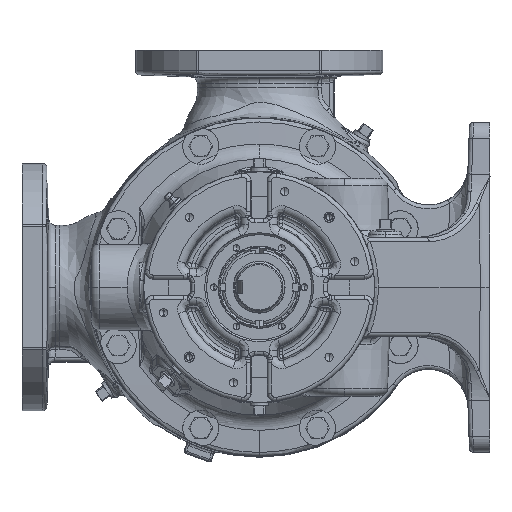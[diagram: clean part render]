
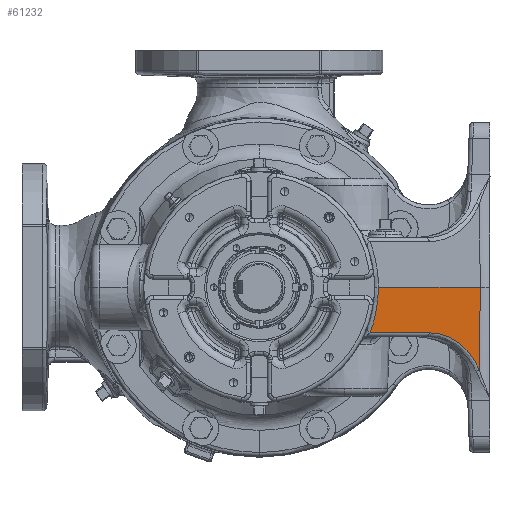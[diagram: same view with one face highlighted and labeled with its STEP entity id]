
A CAD part, left-side view. The second image highlights one B-rep face of the part: STEP entity #61232.
In plain terms, the highlighted planar face has unit normal (-0.642, -0.766, -0.035).
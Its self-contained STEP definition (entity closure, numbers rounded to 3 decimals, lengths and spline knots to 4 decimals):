
#1784 = CARTESIAN_POINT ( 'NONE',  ( -6.2759, -6.3809, -1.7931 ) ) ;
#2232 = CARTESIAN_POINT ( 'NONE',  ( -7.7607, -5.1537, -1.3842 ) ) ;
#4508 = ORIENTED_EDGE ( 'NONE', *, *, #26948, .T. ) ;
#5263 = ORIENTED_EDGE ( 'NONE', *, *, #138618, .F. ) ;
#8273 = CARTESIAN_POINT ( 'NONE',  ( -9.6437, -3.6151, -0.474 ) ) ;
#11155 = CARTESIAN_POINT ( 'NONE',  ( -5.3907, -7.2054, 0. ) ) ;
#12190 = CARTESIAN_POINT ( 'NONE',  ( -9.7202, -3.5297, -0.9402 ) ) ;
#17688 = LINE ( 'NONE', #33618, #86745 ) ;
#21601 = DIRECTION ( 'NONE',  ( 0.766, -0.643, 0. ) ) ;
#21627 = EDGE_CURVE ( 'NONE', #108743, #158899, #174995, .T. ) ;
#26948 = EDGE_CURVE ( 'NONE', #174487, #64320, #45213, .T. ) ;
#32264 = CARTESIAN_POINT ( 'NONE',  ( -9.894, -3.3636, -1.3842 ) ) ;
#33618 = CARTESIAN_POINT ( 'NONE',  ( -5.3596, -7.1684, -1.3842 ) ) ;
#39015 = EDGE_CURVE ( 'NONE', #64320, #108743, #17688, .T. ) ;
#39161 = LINE ( 'NONE', #71996, #155053 ) ;
#39513 = CARTESIAN_POINT ( 'NONE',  ( -5.896, -6.6677, -2.4956 ) ) ;
#40598 = AXIS2_PLACEMENT_3D ( 'NONE', #145506, #189403, #147475 ) ;
#42101 = CARTESIAN_POINT ( 'NONE',  ( -9.894, -3.3636, -1.3842 ) ) ;
#45213 =( BOUNDED_CURVE ( )  B_SPLINE_CURVE ( 3, ( #162728, #8273, #12190, #42101 ),
 .UNSPECIFIED., .F., .T. ) 
 B_SPLINE_CURVE_WITH_KNOTS ( ( 4, 4 ),
 ( 3.1004, 3.454 ),
 .UNSPECIFIED. ) 
 CURVE ( )  GEOMETRIC_REPRESENTATION_ITEM ( )  RATIONAL_B_SPLINE_CURVE ( ( 1., 0.99, 0.99, 1. ) ) 
 REPRESENTATION_ITEM ( '' )  );
#57013 = DIRECTION ( 'NONE',  ( 0.766, -0.643, 0. ) ) ;
#61232 = ADVANCED_FACE ( 'Defeatured_0_1699', ( #86653 ), #178341, .T. ) ;
#62613 = CARTESIAN_POINT ( 'NONE',  ( -5.896, -6.6677, -2.4956 ) ) ;
#64320 = VERTEX_POINT ( 'NONE', #32264 ) ;
#66974 = EDGE_LOOP ( 'NONE', ( #5263, #4508, #129550, #107150, #164165 ) ) ;
#71996 = CARTESIAN_POINT ( 'NONE',  ( -5.983, -6.7083, -0.0038 ) ) ;
#76189 = VERTEX_POINT ( 'NONE', #102457 ) ;
#76728 = EDGE_CURVE ( 'NONE', #158899, #76189, #39161, .T. ) ;
#81472 = CARTESIAN_POINT ( 'NONE',  ( -7.7607, -5.1537, -1.3842 ) ) ;
#86653 = FACE_OUTER_BOUND ( 'NONE', #66974, .T. ) ;
#86745 = VECTOR ( 'NONE', #21601, 39.3701 ) ;
#86897 = LINE ( 'NONE', #11155, #123653 ) ;
#102457 = CARTESIAN_POINT ( 'NONE',  ( -5.9831, -6.7083, 0. ) ) ;
#105218 = CARTESIAN_POINT ( 'NONE',  ( -9.667, -3.6172, 0. ) ) ;
#107150 = ORIENTED_EDGE ( 'NONE', *, *, #21627, .T. ) ;
#108743 = VERTEX_POINT ( 'NONE', #2232 ) ;
#123653 = VECTOR ( 'NONE', #57013, 39.3701 ) ;
#129550 = ORIENTED_EDGE ( 'NONE', *, *, #39015, .T. ) ;
#131807 = DIRECTION ( 'NONE',  ( -0.035, -0.016, 0.999 ) ) ;
#138618 = EDGE_CURVE ( 'NONE', #174487, #76189, #86897, .T. ) ;
#142267 = CARTESIAN_POINT ( 'NONE',  ( -6.962, -5.8238, -1.3842 ) ) ;
#145506 = CARTESIAN_POINT ( 'NONE',  ( -5.3907, -7.2054, 0. ) ) ;
#147475 = DIRECTION ( 'NONE',  ( 0.766, -0.643, 0. ) ) ;
#155053 = VECTOR ( 'NONE', #131807, 39.3701 ) ;
#158899 = VERTEX_POINT ( 'NONE', #39513 ) ;
#162728 = CARTESIAN_POINT ( 'NONE',  ( -9.667, -3.6172, 0. ) ) ;
#164165 = ORIENTED_EDGE ( 'NONE', *, *, #76728, .T. ) ;
#174487 = VERTEX_POINT ( 'NONE', #105218 ) ;
#174995 =( BOUNDED_CURVE ( )  B_SPLINE_CURVE ( 3, ( #81472, #142267, #1784, #62613 ),
 .UNSPECIFIED., .F., .F. ) 
 B_SPLINE_CURVE_WITH_KNOTS ( ( 4, 4 ),
 ( 1.6251, 2.7001 ),
 .UNSPECIFIED. ) 
 CURVE ( )  GEOMETRIC_REPRESENTATION_ITEM ( )  RATIONAL_B_SPLINE_CURVE ( ( 1., 0.906, 0.906, 1. ) ) 
 REPRESENTATION_ITEM ( '' )  );
#178341 = PLANE ( 'NONE',  #40598 ) ;
#189403 = DIRECTION ( 'NONE',  ( -0.642, -0.766, -0.035 ) ) ;
